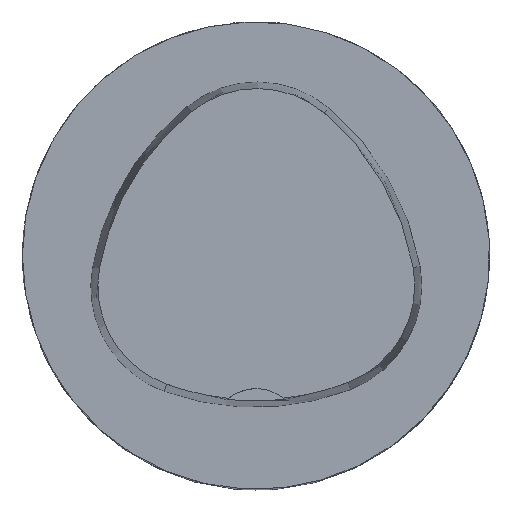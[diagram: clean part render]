
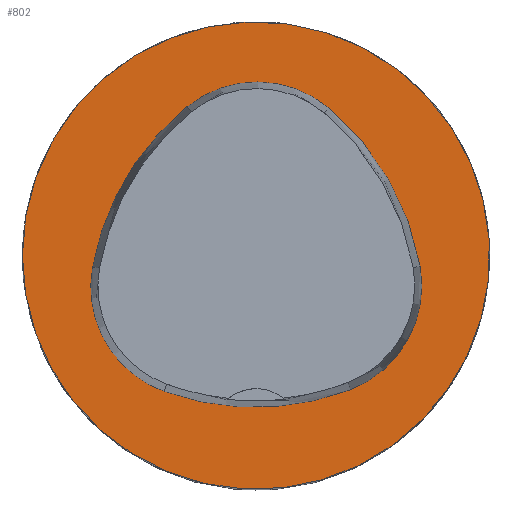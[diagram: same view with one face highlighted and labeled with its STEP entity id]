
A CAD part, top view. The second image highlights one B-rep face of the part: STEP entity #802.
In plain terms, the highlighted planar face has unit normal (0, 0, 1).
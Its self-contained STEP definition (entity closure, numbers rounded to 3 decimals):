
#530=PLANE('',#5556);
#802=ADVANCED_FACE('',(#1935,#1936),#530,.T.);
#833=CIRCLE('',#5198,31.5);
#914=CIRCLE('',#5534,36.);
#916=CIRCLE('',#5537,15.);
#918=CIRCLE('',#5540,36.);
#920=CIRCLE('',#5543,15.);
#924=CIRCLE('',#5548,36.);
#926=CIRCLE('',#5551,15.);
#1935=FACE_BOUND('',#2222,.T.);
#1936=FACE_BOUND('',#2223,.T.);
#2222=EDGE_LOOP('',(#3691,#3692,#3693,#3694,#3695,#3696));
#2223=EDGE_LOOP('',(#3697));
#3691=ORIENTED_EDGE('',*,*,#4979,.T.);
#3692=ORIENTED_EDGE('',*,*,#4959,.T.);
#3693=ORIENTED_EDGE('',*,*,#4963,.T.);
#3694=ORIENTED_EDGE('',*,*,#4966,.T.);
#3695=ORIENTED_EDGE('',*,*,#4969,.T.);
#3696=ORIENTED_EDGE('',*,*,#4977,.T.);
#3697=ORIENTED_EDGE('',*,*,#4256,.F.);
#3750=VERTEX_POINT('',#6924);
#4226=VERTEX_POINT('',#9024);
#4227=VERTEX_POINT('',#9025);
#4230=VERTEX_POINT('',#9033);
#4232=VERTEX_POINT('',#9039);
#4234=VERTEX_POINT('',#9045);
#4241=VERTEX_POINT('',#9066);
#4256=EDGE_CURVE('',#3750,#3750,#833,.T.);
#4959=EDGE_CURVE('',#4226,#4227,#914,.T.);
#4963=EDGE_CURVE('',#4227,#4230,#916,.T.);
#4966=EDGE_CURVE('',#4230,#4232,#918,.T.);
#4969=EDGE_CURVE('',#4232,#4234,#920,.T.);
#4977=EDGE_CURVE('',#4234,#4241,#924,.T.);
#4979=EDGE_CURVE('',#4241,#4226,#926,.T.);
#5198=AXIS2_PLACEMENT_3D('',#6923,#5598,#5599);
#5534=AXIS2_PLACEMENT_3D('',#9023,#6724,#6725);
#5537=AXIS2_PLACEMENT_3D('',#9032,#6732,#6733);
#5540=AXIS2_PLACEMENT_3D('',#9038,#6739,#6740);
#5543=AXIS2_PLACEMENT_3D('',#9044,#6746,#6747);
#5548=AXIS2_PLACEMENT_3D('',#9067,#6758,#6759);
#5551=AXIS2_PLACEMENT_3D('',#9070,#6764,#6765);
#5556=AXIS2_PLACEMENT_3D('',#9075,#6774,#6775);
#5598=DIRECTION('',(0.,0.,-1.));
#5599=DIRECTION('',(-1.,0.,0.));
#6724=DIRECTION('',(0.,0.,-1.));
#6725=DIRECTION('',(-1.,0.,0.));
#6732=DIRECTION('',(0.,0.,-1.));
#6733=DIRECTION('',(-1.,0.,0.));
#6739=DIRECTION('',(0.,0.,-1.));
#6740=DIRECTION('',(-1.,0.,0.));
#6746=DIRECTION('',(0.,0.,-1.));
#6747=DIRECTION('',(-1.,0.,0.));
#6758=DIRECTION('',(0.,0.,-1.));
#6759=DIRECTION('',(-1.,0.,0.));
#6764=DIRECTION('',(0.,0.,-1.));
#6765=DIRECTION('',(-1.,0.,0.));
#6774=DIRECTION('',(0.,0.,1.));
#6775=DIRECTION('',(1.,0.,0.));
#6923=CARTESIAN_POINT('',(0.,0.,0.));
#6924=CARTESIAN_POINT('',(-31.5,0.,0.));
#9023=CARTESIAN_POINT('',(13.398,-7.893,0.));
#9024=CARTESIAN_POINT('',(-22.041,-1.562,0.));
#9025=CARTESIAN_POINT('',(-9.317,20.036,0.));
#9032=CARTESIAN_POINT('',(0.148,8.399,0.));
#9033=CARTESIAN_POINT('',(9.779,19.898,0.));
#9038=CARTESIAN_POINT('',(-13.337,-7.7,0.));
#9039=CARTESIAN_POINT('',(22.122,-1.48,0.));
#9044=CARTESIAN_POINT('',(7.347,-4.071,0.));
#9045=CARTESIAN_POINT('',(12.693,-18.087,0.));
#9066=CARTESIAN_POINT('',(-12.373,-18.307,0.));
#9067=CARTESIAN_POINT('',(-0.137,15.55,0.));
#9070=CARTESIAN_POINT('',(-7.275,-4.2,0.));
#9075=CARTESIAN_POINT('',(0.,0.,0.));
